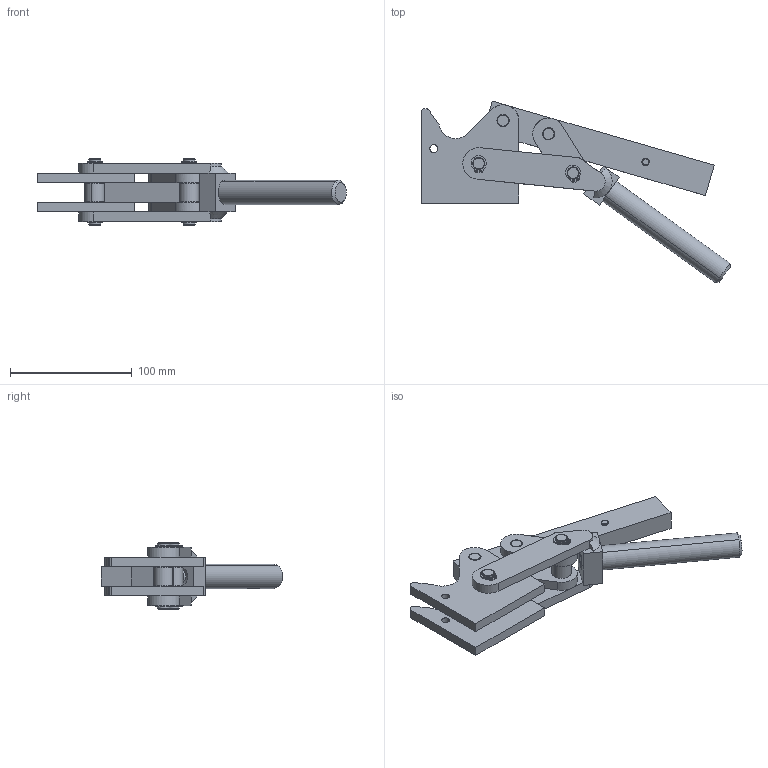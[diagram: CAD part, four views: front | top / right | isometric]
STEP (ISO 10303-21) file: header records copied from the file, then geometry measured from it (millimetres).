
FILE_DESCRIPTION((''),'2;1');
FILE_NAME('221.1-opened.stp','2005-09-27T21:29:58',('Kysilko'),(''),'Autodesk Inventor 8','Autodesk Inventor 8','');
FILE_SCHEMA(('AUTOMOTIVE_DESIGN { 1 0 10303 214 1 1 1 1 }'));
Length unit declared in the file: millimetre
Products named in the file (1): Part30
Bounding box: 254.02 x 149.49 x 55 mm (x, y, z)
Volume: 294469 mm3; surface area: 69906.7 mm2
Topology: 1 solids, 3 shells, 455 faces, 1250 edges, 812 vertices
Faces by surface type: plane 293, cylinder 96, cone 40, bspline 24, torus 2
Entity records: 14746 total; most frequent: CARTESIAN_POINT 3164, ORIENTED_EDGE 2496, DIRECTION 2429, EDGE_CURVE 1248, AXIS2_PLACEMENT_3D 869, VERTEX_POINT 812, VECTOR 691, LINE 691
